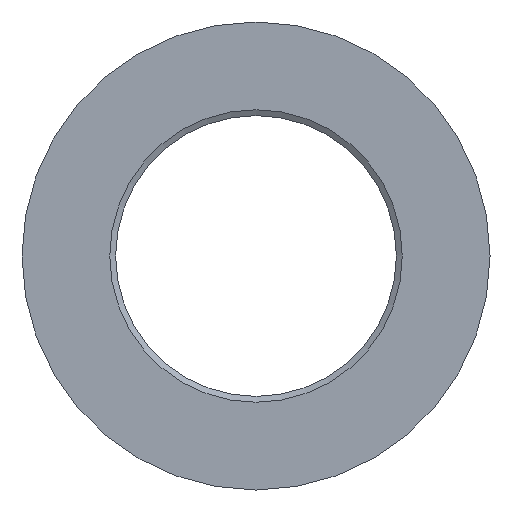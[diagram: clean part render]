
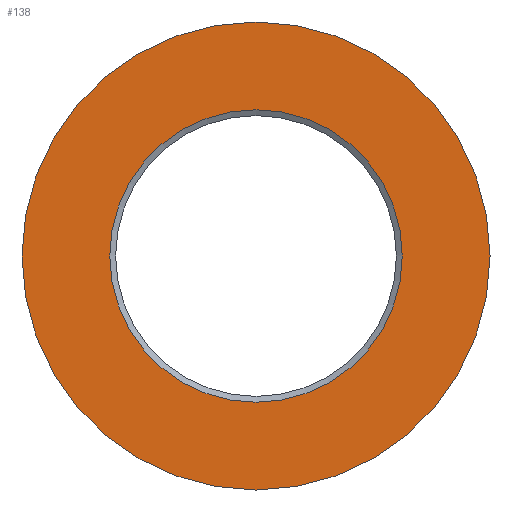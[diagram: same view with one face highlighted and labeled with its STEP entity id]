
A CAD part, front view. The second image highlights one B-rep face of the part: STEP entity #138.
In plain terms, the highlighted planar face has unit normal (0, -1, 0).
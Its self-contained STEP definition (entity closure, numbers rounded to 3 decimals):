
#15=FACE_BOUND('',#37,.T.);
#17=PLANE('',#176);
#28=FACE_OUTER_BOUND('',#36,.T.);
#36=EDGE_LOOP('',(#121));
#37=EDGE_LOOP('',(#122,#123));
#61=CIRCLE('',#173,1.25);
#62=CIRCLE('',#174,1.25);
#63=CIRCLE('',#177,2.);
#73=VERTEX_POINT('',#253);
#74=VERTEX_POINT('',#254);
#75=VERTEX_POINT('',#261);
#88=EDGE_CURVE('',#73,#74,#61,.T.);
#89=EDGE_CURVE('',#74,#73,#62,.T.);
#92=EDGE_CURVE('',#75,#75,#63,.T.);
#121=ORIENTED_EDGE('',*,*,#92,.T.);
#122=ORIENTED_EDGE('',*,*,#88,.T.);
#123=ORIENTED_EDGE('',*,*,#89,.T.);
#138=ADVANCED_FACE('',(#28,#15),#17,.F.);
#173=AXIS2_PLACEMENT_3D('',#255,#210,#211);
#174=AXIS2_PLACEMENT_3D('',#256,#212,#213);
#176=AXIS2_PLACEMENT_3D('',#260,#218,#219);
#177=AXIS2_PLACEMENT_3D('',#262,#220,#221);
#210=DIRECTION('center_axis',(0.,1.,0.));
#211=DIRECTION('ref_axis',(1.,0.,0.));
#212=DIRECTION('center_axis',(0.,1.,0.));
#213=DIRECTION('ref_axis',(1.,0.,0.));
#218=DIRECTION('center_axis',(0.,1.,0.));
#219=DIRECTION('ref_axis',(0.,0.,1.));
#220=DIRECTION('center_axis',(0.,-1.,0.));
#221=DIRECTION('ref_axis',(1.,0.,0.));
#253=CARTESIAN_POINT('',(1.25,-5.,0.));
#254=CARTESIAN_POINT('',(-1.25,-5.,0.));
#255=CARTESIAN_POINT('Origin',(0.,-5.,0.));
#256=CARTESIAN_POINT('Origin',(0.,-5.,0.));
#260=CARTESIAN_POINT('Origin',(0.,-5.,0.));
#261=CARTESIAN_POINT('',(-2.,-5.,0.));
#262=CARTESIAN_POINT('Origin',(0.,-5.,0.));
